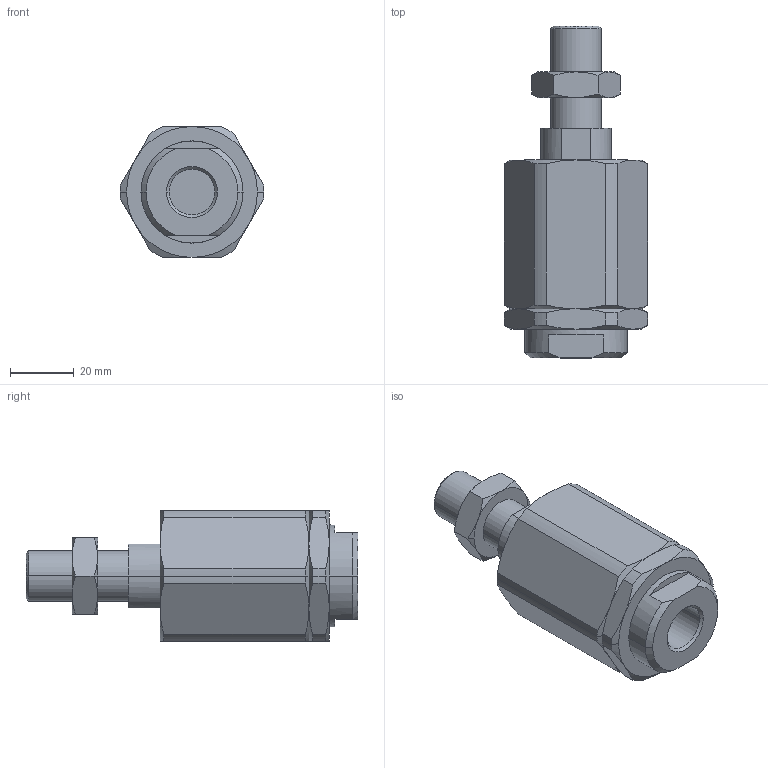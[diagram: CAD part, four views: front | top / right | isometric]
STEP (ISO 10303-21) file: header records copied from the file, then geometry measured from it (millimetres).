
FILE_DESCRIPTION(('STEP AP214'),'1');
FILE_NAME('compensateur_nw063.stp','2017-11-14T14:17:31',('TraceParts'),('TraceParts S.A.'),'Spatial InterOp 3D',' ',' ');
FILE_SCHEMA(('automotive_design'));
Length unit declared in the file: millimetre
Products named in the file (3): compensateur_nw063_1; compensateur_nw063_2; compensateur_nw063_3
Bounding box: 45 x 104 x 41 mm (x, y, z)
Volume: 89194.9 mm3; surface area: 20614.7 mm2
Topology: 3 solids, 3 shells, 126 faces, 286 edges, 166 vertices
Faces by surface type: cone 60, plane 34, cylinder 28, sphere 4
Entity records: 3577 total; most frequent: CARTESIAN_POINT 873, DIRECTION 586, ORIENTED_EDGE 564, EDGE_CURVE 282, AXIS2_PLACEMENT_3D 251, VERTEX_POINT 166, EDGE_LOOP 132, ADVANCED_FACE 126
